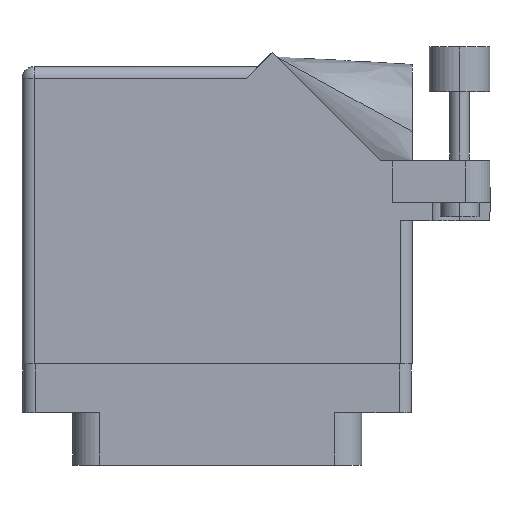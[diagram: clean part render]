
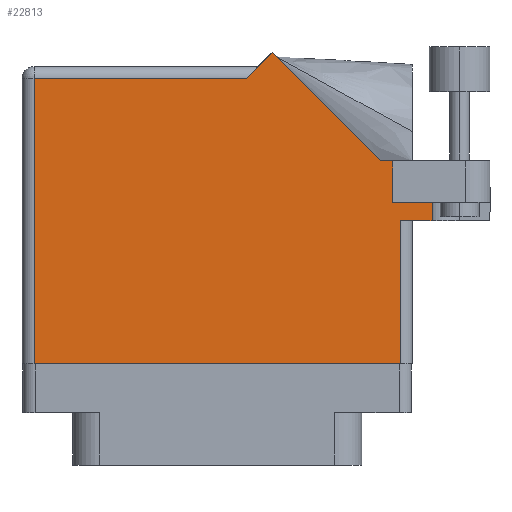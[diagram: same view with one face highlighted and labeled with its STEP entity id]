
A CAD part, front view. The second image highlights one B-rep face of the part: STEP entity #22813.
In plain terms, the highlighted face is planar.
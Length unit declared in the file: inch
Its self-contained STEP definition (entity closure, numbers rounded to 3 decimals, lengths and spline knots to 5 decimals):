
#301 = VECTOR ( 'NONE', #21581, 39.37008 ) ;
#867 = ORIENTED_EDGE ( 'NONE', *, *, #3566, .F. ) ;
#931 = EDGE_CURVE ( 'NONE', #7651, #6189, #6366, .T. ) ;
#1045 = DIRECTION ( 'NONE',  ( -1., 0., 0. ) ) ;
#1657 = ORIENTED_EDGE ( 'NONE', *, *, #29679, .T. ) ;
#2172 = VERTEX_POINT ( 'NONE', #14003 ) ;
#2483 = EDGE_CURVE ( 'NONE', #6814, #7651, #6301, .T. ) ;
#3526 = CARTESIAN_POINT ( 'NONE',  ( -1.005, 1.368, 0.455 ) ) ;
#3566 = EDGE_CURVE ( 'NONE', #30903, #32447, #32023, .T. ) ;
#3597 = VECTOR ( 'NONE', #30263, 39.37008 ) ;
#3652 = LINE ( 'NONE', #6353, #22889 ) ;
#3675 = ORIENTED_EDGE ( 'NONE', *, *, #16922, .F. ) ;
#5251 = CARTESIAN_POINT ( 'NONE',  ( 1.1065, 0.731, 0.455 ) ) ;
#5688 = VERTEX_POINT ( 'NONE', #9896 ) ;
#5727 = ORIENTED_EDGE ( 'NONE', *, *, #19562, .T. ) ;
#6189 = VERTEX_POINT ( 'NONE', #22360 ) ;
#6301 = LINE ( 'NONE', #9583, #6672 ) ;
#6353 = CARTESIAN_POINT ( 'NONE',  ( -0.943, -0.1, 0.455 ) ) ;
#6366 = LINE ( 'NONE', #3526, #3597 ) ;
#6617 = EDGE_CURVE ( 'NONE', #30295, #5688, #7140, .T. ) ;
#6672 = VECTOR ( 'NONE', #31325, 39.37008 ) ;
#6673 = DIRECTION ( 'NONE',  ( 0., 1., 0. ) ) ;
#6814 = VERTEX_POINT ( 'NONE', #7194 ) ;
#7013 = CARTESIAN_POINT ( 'NONE',  ( 0.943, 0.637, 0.455 ) ) ;
#7140 = LINE ( 'NONE', #11720, #25959 ) ;
#7194 = CARTESIAN_POINT ( 'NONE',  ( 0.28271, 1.50071, 0.455 ) ) ;
#7651 = VERTEX_POINT ( 'NONE', #25647 ) ;
#7721 = CARTESIAN_POINT ( 'NONE',  ( 0.83942, 0.944, 0.455 ) ) ;
#7963 = DIRECTION ( 'NONE',  ( 1., 0., 0. ) ) ;
#8168 = DIRECTION ( 'NONE',  ( 1., 0., 0. ) ) ;
#9162 = EDGE_CURVE ( 'NONE', #5688, #20763, #30847, .T. ) ;
#9583 = CARTESIAN_POINT ( 'NONE',  ( 0.212, 1.43, 0.455 ) ) ;
#9689 = EDGE_CURVE ( 'NONE', #21801, #2172, #14380, .T. ) ;
#9766 = LINE ( 'NONE', #7721, #26988 ) ;
#9896 = CARTESIAN_POINT ( 'NONE',  ( 0.905, 0.944, 0.455 ) ) ;
#9925 = DIRECTION ( 'NONE',  ( -0.707, 0.707, 0. ) ) ;
#10375 = CARTESIAN_POINT ( 'NONE',  ( -1.005, -0.1, 0.455 ) ) ;
#11287 = VECTOR ( 'NONE', #16874, 39.37008 ) ;
#11720 = CARTESIAN_POINT ( 'NONE',  ( 0.905, 0.731, 0.455 ) ) ;
#11866 = DIRECTION ( 'NONE',  ( 0., 1., 0. ) ) ;
#12104 = VECTOR ( 'NONE', #25942, 39.37008 ) ;
#12163 = CARTESIAN_POINT ( 'NONE',  ( 1.1065, 0.637, 0.455 ) ) ;
#13482 = ORIENTED_EDGE ( 'NONE', *, *, #29290, .T. ) ;
#14003 = CARTESIAN_POINT ( 'NONE',  ( 0.943, -0.1, 0.455 ) ) ;
#14085 = ORIENTED_EDGE ( 'NONE', *, *, #6617, .T. ) ;
#14380 = LINE ( 'NONE', #10375, #30799 ) ;
#14769 = CARTESIAN_POINT ( 'NONE',  ( -0.943, -0.1, 0.455 ) ) ;
#16135 = PLANE ( 'NONE',  #21842 ) ;
#16240 = CARTESIAN_POINT ( 'NONE',  ( -1.005, 1.43, 0.455 ) ) ;
#16465 = DIRECTION ( 'NONE',  ( 0., 0., -1. ) ) ;
#16591 = CARTESIAN_POINT ( 'NONE',  ( 0.905, 0.731, 0.455 ) ) ;
#16874 = DIRECTION ( 'NONE',  ( 0., -1., 0. ) ) ;
#16922 = EDGE_CURVE ( 'NONE', #30295, #30903, #24604, .T. ) ;
#17048 = ORIENTED_EDGE ( 'NONE', *, *, #21919, .T. ) ;
#18634 = VERTEX_POINT ( 'NONE', #28108 ) ;
#18767 = FACE_OUTER_BOUND ( 'NONE', #26937, .T. ) ;
#18918 = VECTOR ( 'NONE', #8168, 39.37008 ) ;
#19562 = EDGE_CURVE ( 'NONE', #2172, #18634, #25198, .T. ) ;
#19785 = CARTESIAN_POINT ( 'NONE',  ( 1.1065, 1.06177, 0.455 ) ) ;
#20763 = VERTEX_POINT ( 'NONE', #27520 ) ;
#21513 = ORIENTED_EDGE ( 'NONE', *, *, #9689, .T. ) ;
#21581 = DIRECTION ( 'NONE',  ( 1., 0., 0. ) ) ;
#21801 = VERTEX_POINT ( 'NONE', #14769 ) ;
#21842 = AXIS2_PLACEMENT_3D ( 'NONE', #16240, #16465, #1045 ) ;
#21919 = EDGE_CURVE ( 'NONE', #20763, #6814, #9766, .T. ) ;
#22360 = CARTESIAN_POINT ( 'NONE',  ( -0.943, 1.368, 0.455 ) ) ;
#22752 = CARTESIAN_POINT ( 'NONE',  ( 1.005, 0.637, 0.455 ) ) ;
#22813 = ADVANCED_FACE ( 'NONE', ( #18767 ), #16135, .F. ) ;
#22889 = VECTOR ( 'NONE', #26248, 39.37008 ) ;
#23229 = LINE ( 'NONE', #22752, #18918 ) ;
#24604 = LINE ( 'NONE', #16591, #301 ) ;
#25198 = LINE ( 'NONE', #7013, #27554 ) ;
#25210 = CARTESIAN_POINT ( 'NONE',  ( 0.905, 0.731, 0.455 ) ) ;
#25647 = CARTESIAN_POINT ( 'NONE',  ( 0.15, 1.368, 0.455 ) ) ;
#25942 = DIRECTION ( 'NONE',  ( -1., 0., 0. ) ) ;
#25959 = VECTOR ( 'NONE', #6673, 39.37008 ) ;
#26151 = CARTESIAN_POINT ( 'NONE',  ( 1.405, 0.944, 0.455 ) ) ;
#26248 = DIRECTION ( 'NONE',  ( 0., -1., 0. ) ) ;
#26937 = EDGE_LOOP ( 'NONE', ( #21513, #5727, #1657, #867, #3675, #14085, #32299, #17048, #30105, #29469, #13482 ) ) ;
#26988 = VECTOR ( 'NONE', #9925, 39.37008 ) ;
#27520 = CARTESIAN_POINT ( 'NONE',  ( 0.83942, 0.944, 0.455 ) ) ;
#27554 = VECTOR ( 'NONE', #11866, 39.37008 ) ;
#28108 = CARTESIAN_POINT ( 'NONE',  ( 0.943, 0.637, 0.455 ) ) ;
#29290 = EDGE_CURVE ( 'NONE', #6189, #21801, #3652, .T. ) ;
#29469 = ORIENTED_EDGE ( 'NONE', *, *, #931, .T. ) ;
#29679 = EDGE_CURVE ( 'NONE', #18634, #32447, #23229, .T. ) ;
#30105 = ORIENTED_EDGE ( 'NONE', *, *, #2483, .T. ) ;
#30263 = DIRECTION ( 'NONE',  ( -1., 0., 0. ) ) ;
#30295 = VERTEX_POINT ( 'NONE', #25210 ) ;
#30799 = VECTOR ( 'NONE', #7963, 39.37008 ) ;
#30847 = LINE ( 'NONE', #26151, #12104 ) ;
#30903 = VERTEX_POINT ( 'NONE', #5251 ) ;
#31325 = DIRECTION ( 'NONE',  ( -0.707, -0.707, 0. ) ) ;
#32023 = LINE ( 'NONE', #19785, #11287 ) ;
#32299 = ORIENTED_EDGE ( 'NONE', *, *, #9162, .T. ) ;
#32447 = VERTEX_POINT ( 'NONE', #12163 ) ;
